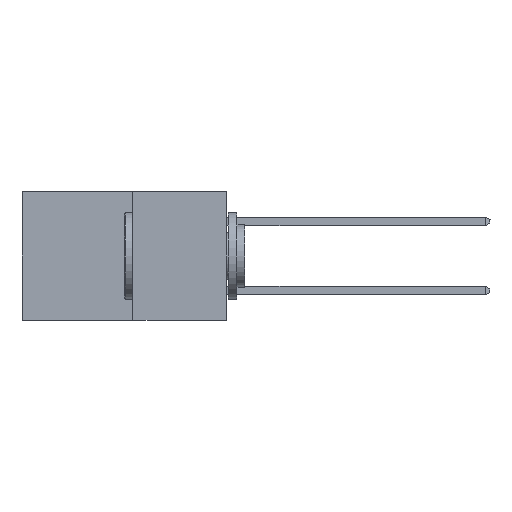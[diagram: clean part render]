
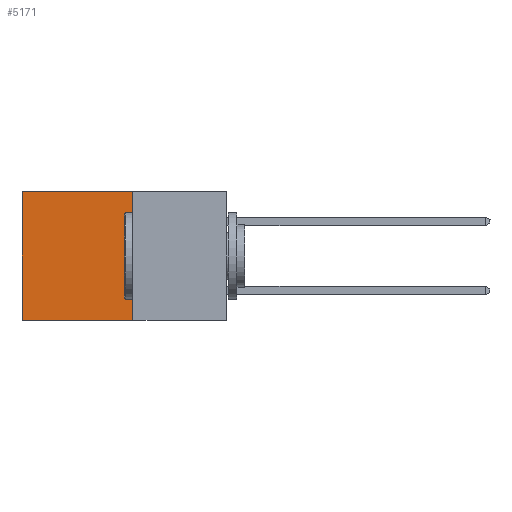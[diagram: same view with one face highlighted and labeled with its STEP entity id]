
A CAD part, left-side view. The second image highlights one B-rep face of the part: STEP entity #5171.
In plain terms, the highlighted planar face has unit normal (-1, 0, 0).
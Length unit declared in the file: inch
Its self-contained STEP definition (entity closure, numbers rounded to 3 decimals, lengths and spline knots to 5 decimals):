
#169 = ORIENTED_EDGE ( 'NONE', *, *, #16982, .T. ) ;
#336 = CARTESIAN_POINT ( 'NONE',  ( 0.277, 0.27, -0.37 ) ) ;
#1186 = PLANE ( 'NONE',  #12478 ) ;
#1333 = DIRECTION ( 'NONE',  ( 1., 0., 0. ) ) ;
#1572 = CARTESIAN_POINT ( 'NONE',  ( 0.277, 0.27, 0. ) ) ;
#2389 = CARTESIAN_POINT ( 'NONE',  ( 0.277, 0.59, -0.37 ) ) ;
#2699 = DIRECTION ( 'NONE',  ( 0., 0., -1. ) ) ;
#3344 = VERTEX_POINT ( 'NONE', #9601 ) ;
#3524 = EDGE_CURVE ( 'NONE', #4128, #8957, #15368, .T. ) ;
#4128 = VERTEX_POINT ( 'NONE', #14585 ) ;
#4982 = DIRECTION ( 'NONE',  ( 0., 0., -1. ) ) ;
#5171 = ADVANCED_FACE ( 'NONE', ( #7118 ), #1186, .F. ) ;
#6246 = EDGE_CURVE ( 'NONE', #9835, #4128, #9251, .T. ) ;
#6465 = EDGE_LOOP ( 'NONE', ( #12321, #16785, #13236, #169 ) ) ;
#6811 = VECTOR ( 'NONE', #4982, 39.37008 ) ;
#7118 = FACE_OUTER_BOUND ( 'NONE', #6465, .T. ) ;
#7643 = CARTESIAN_POINT ( 'NONE',  ( 0.277, 0.59, -0.37 ) ) ;
#8186 = CARTESIAN_POINT ( 'NONE',  ( 0.277, 0.27, -0.37 ) ) ;
#8957 = VERTEX_POINT ( 'NONE', #7643 ) ;
#9066 = VECTOR ( 'NONE', #14004, 39.37008 ) ;
#9251 = LINE ( 'NONE', #14887, #16364 ) ;
#9601 = CARTESIAN_POINT ( 'NONE',  ( 0.277, 0.59, 0. ) ) ;
#9835 = VERTEX_POINT ( 'NONE', #17199 ) ;
#11560 = VECTOR ( 'NONE', #11634, 39.37008 ) ;
#11634 = DIRECTION ( 'NONE',  ( 0., 1., 0. ) ) ;
#12321 = ORIENTED_EDGE ( 'NONE', *, *, #12590, .T. ) ;
#12478 = AXIS2_PLACEMENT_3D ( 'NONE', #336, #1333, #2699 ) ;
#12590 = EDGE_CURVE ( 'NONE', #3344, #8957, #18071, .T. ) ;
#12810 = LINE ( 'NONE', #1572, #9066 ) ;
#13236 = ORIENTED_EDGE ( 'NONE', *, *, #6246, .F. ) ;
#14004 = DIRECTION ( 'NONE',  ( 0., 1., 0. ) ) ;
#14585 = CARTESIAN_POINT ( 'NONE',  ( 0.277, 0.27, -0.37 ) ) ;
#14887 = CARTESIAN_POINT ( 'NONE',  ( 0.277, 0.27, -0.37 ) ) ;
#15368 = LINE ( 'NONE', #8186, #11560 ) ;
#16364 = VECTOR ( 'NONE', #18157, 39.37008 ) ;
#16785 = ORIENTED_EDGE ( 'NONE', *, *, #3524, .F. ) ;
#16982 = EDGE_CURVE ( 'NONE', #9835, #3344, #12810, .T. ) ;
#17199 = CARTESIAN_POINT ( 'NONE',  ( 0.277, 0.27, 0. ) ) ;
#18071 = LINE ( 'NONE', #2389, #6811 ) ;
#18157 = DIRECTION ( 'NONE',  ( 0., 0., -1. ) ) ;
